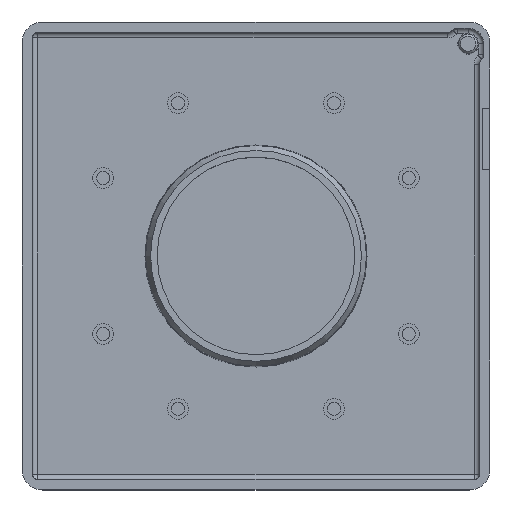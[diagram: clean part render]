
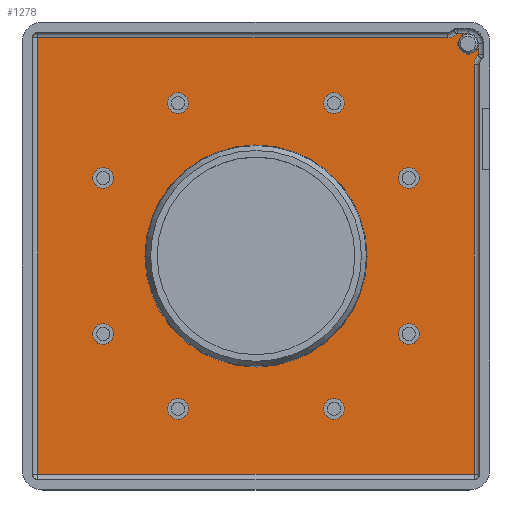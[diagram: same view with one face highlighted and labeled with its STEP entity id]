
A CAD part, top view. The second image highlights one B-rep face of the part: STEP entity #1278.
In plain terms, the highlighted planar face has unit normal (0, 0, 1).
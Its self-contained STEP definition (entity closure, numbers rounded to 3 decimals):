
#81=FACE_BOUND('',#312,.T.);
#82=FACE_BOUND('',#313,.T.);
#83=FACE_BOUND('',#314,.T.);
#84=FACE_BOUND('',#315,.T.);
#85=FACE_BOUND('',#316,.T.);
#86=FACE_BOUND('',#317,.T.);
#87=FACE_BOUND('',#318,.T.);
#88=FACE_BOUND('',#319,.T.);
#89=FACE_BOUND('',#320,.T.);
#108=CIRCLE('',#1404,2.);
#112=CIRCLE('',#1411,2.);
#116=CIRCLE('',#1418,2.);
#120=CIRCLE('',#1425,2.);
#124=CIRCLE('',#1432,2.);
#128=CIRCLE('',#1439,2.);
#129=CIRCLE('',#1442,2.);
#130=CIRCLE('',#1443,0.4);
#131=CIRCLE('',#1444,2.5);
#132=CIRCLE('',#1445,2.5);
#133=CIRCLE('',#1446,0.4);
#134=CIRCLE('',#1447,2.);
#135=CIRCLE('',#1448,2.);
#136=CIRCLE('',#1449,21.35);
#213=FACE_OUTER_BOUND('',#311,.T.);
#311=EDGE_LOOP('',(#957,#958,#959,#960,#961,#962,#963,#964,#965,#966,#967));
#312=EDGE_LOOP('',(#968));
#313=EDGE_LOOP('',(#969));
#314=EDGE_LOOP('',(#970));
#315=EDGE_LOOP('',(#971));
#316=EDGE_LOOP('',(#972));
#317=EDGE_LOOP('',(#973));
#318=EDGE_LOOP('',(#974));
#319=EDGE_LOOP('',(#975));
#320=EDGE_LOOP('',(#976));
#425=LINE('',#2174,#510);
#426=LINE('',#2180,#511);
#427=LINE('',#2182,#512);
#428=LINE('',#2184,#513);
#429=LINE('',#2186,#514);
#430=LINE('',#2191,#515);
#510=VECTOR('',#1725,10.);
#511=VECTOR('',#1730,10.);
#512=VECTOR('',#1731,10.);
#513=VECTOR('',#1732,10.);
#514=VECTOR('',#1733,10.);
#515=VECTOR('',#1738,10.);
#594=VERTEX_POINT('',#2100);
#598=VERTEX_POINT('',#2113);
#602=VERTEX_POINT('',#2126);
#606=VERTEX_POINT('',#2139);
#610=VERTEX_POINT('',#2152);
#614=VERTEX_POINT('',#2165);
#615=VERTEX_POINT('',#2170);
#616=VERTEX_POINT('',#2171);
#617=VERTEX_POINT('',#2173);
#618=VERTEX_POINT('',#2175);
#619=VERTEX_POINT('',#2177);
#620=VERTEX_POINT('',#2179);
#621=VERTEX_POINT('',#2181);
#622=VERTEX_POINT('',#2183);
#623=VERTEX_POINT('',#2185);
#624=VERTEX_POINT('',#2187);
#625=VERTEX_POINT('',#2189);
#626=VERTEX_POINT('',#2192);
#627=VERTEX_POINT('',#2194);
#628=VERTEX_POINT('',#2196);
#712=EDGE_CURVE('',#594,#594,#108,.T.);
#718=EDGE_CURVE('',#598,#598,#112,.T.);
#724=EDGE_CURVE('',#602,#602,#116,.T.);
#730=EDGE_CURVE('',#606,#606,#120,.T.);
#736=EDGE_CURVE('',#610,#610,#124,.T.);
#742=EDGE_CURVE('',#614,#614,#128,.T.);
#743=EDGE_CURVE('',#615,#616,#129,.T.);
#744=EDGE_CURVE('',#617,#616,#425,.T.);
#745=EDGE_CURVE('',#618,#617,#130,.T.);
#746=EDGE_CURVE('',#619,#618,#131,.T.);
#747=EDGE_CURVE('',#620,#619,#426,.T.);
#748=EDGE_CURVE('',#621,#620,#427,.T.);
#749=EDGE_CURVE('',#622,#621,#428,.T.);
#750=EDGE_CURVE('',#623,#622,#429,.T.);
#751=EDGE_CURVE('',#624,#623,#132,.T.);
#752=EDGE_CURVE('',#625,#624,#133,.T.);
#753=EDGE_CURVE('',#615,#625,#430,.T.);
#754=EDGE_CURVE('',#626,#626,#134,.T.);
#755=EDGE_CURVE('',#627,#627,#135,.T.);
#756=EDGE_CURVE('',#628,#628,#136,.T.);
#957=ORIENTED_EDGE('',*,*,#743,.T.);
#958=ORIENTED_EDGE('',*,*,#744,.F.);
#959=ORIENTED_EDGE('',*,*,#745,.F.);
#960=ORIENTED_EDGE('',*,*,#746,.F.);
#961=ORIENTED_EDGE('',*,*,#747,.F.);
#962=ORIENTED_EDGE('',*,*,#748,.F.);
#963=ORIENTED_EDGE('',*,*,#749,.F.);
#964=ORIENTED_EDGE('',*,*,#750,.F.);
#965=ORIENTED_EDGE('',*,*,#751,.F.);
#966=ORIENTED_EDGE('',*,*,#752,.F.);
#967=ORIENTED_EDGE('',*,*,#753,.F.);
#968=ORIENTED_EDGE('',*,*,#712,.T.);
#969=ORIENTED_EDGE('',*,*,#718,.T.);
#970=ORIENTED_EDGE('',*,*,#724,.T.);
#971=ORIENTED_EDGE('',*,*,#730,.T.);
#972=ORIENTED_EDGE('',*,*,#736,.T.);
#973=ORIENTED_EDGE('',*,*,#742,.T.);
#974=ORIENTED_EDGE('',*,*,#754,.T.);
#975=ORIENTED_EDGE('',*,*,#755,.T.);
#976=ORIENTED_EDGE('',*,*,#756,.T.);
#1230=PLANE('',#1441);
#1278=ADVANCED_FACE('',(#213,#81,#82,#83,#84,#85,#86,#87,#88,#89),#1230,
 .T.);
#1404=AXIS2_PLACEMENT_3D('',#2102,#1637,#1638);
#1411=AXIS2_PLACEMENT_3D('',#2115,#1653,#1654);
#1418=AXIS2_PLACEMENT_3D('',#2128,#1669,#1670);
#1425=AXIS2_PLACEMENT_3D('',#2141,#1685,#1686);
#1432=AXIS2_PLACEMENT_3D('',#2154,#1701,#1702);
#1439=AXIS2_PLACEMENT_3D('',#2167,#1717,#1718);
#1441=AXIS2_PLACEMENT_3D('',#2169,#1721,#1722);
#1442=AXIS2_PLACEMENT_3D('',#2172,#1723,#1724);
#1443=AXIS2_PLACEMENT_3D('',#2176,#1726,#1727);
#1444=AXIS2_PLACEMENT_3D('',#2178,#1728,#1729);
#1445=AXIS2_PLACEMENT_3D('',#2188,#1734,#1735);
#1446=AXIS2_PLACEMENT_3D('',#2190,#1736,#1737);
#1447=AXIS2_PLACEMENT_3D('',#2193,#1739,#1740);
#1448=AXIS2_PLACEMENT_3D('',#2195,#1741,#1742);
#1449=AXIS2_PLACEMENT_3D('',#2197,#1743,#1744);
#1637=DIRECTION('center_axis',(0.,0.,
-1.));
#1638=DIRECTION('ref_axis',(0.,1.,0.));
#1653=DIRECTION('center_axis',(0.,0.,
-1.));
#1654=DIRECTION('ref_axis',(0.,1.,0.));
#1669=DIRECTION('center_axis',(0.,0.,
-1.));
#1670=DIRECTION('ref_axis',(1.,0.,0.));
#1685=DIRECTION('center_axis',(0.,0.,
-1.));
#1686=DIRECTION('ref_axis',(1.,0.,0.));
#1701=DIRECTION('center_axis',(0.,0.,
-1.));
#1702=DIRECTION('ref_axis',(0.,-1.,0.));
#1717=DIRECTION('center_axis',(0.,0.,
-1.));
#1718=DIRECTION('ref_axis',(0.,-1.,0.));
#1721=DIRECTION('center_axis',(0.,0.,
1.));
#1722=DIRECTION('ref_axis',(1.,0.,0.));
#1723=DIRECTION('center_axis',(0.,0.,
-1.));
#1724=DIRECTION('ref_axis',(-1.,0.,0.));
#1725=DIRECTION('',(1.,0.,0.));
#1726=DIRECTION('center_axis',(0.,0.,
-1.));
#1727=DIRECTION('ref_axis',(-0.371,0.928,0.));
#1728=DIRECTION('center_axis',(0.,0.,
1.));
#1729=DIRECTION('ref_axis',(0.371,-0.928,0.));
#1730=DIRECTION('',(1.,0.,0.));
#1731=DIRECTION('',(0.,1.,0.));
#1732=DIRECTION('',(-1.,0.,0.));
#1733=DIRECTION('',(0.,-1.,0.));
#1734=DIRECTION('center_axis',(0.,0.,
1.));
#1735=DIRECTION('ref_axis',(-0.928,0.371,0.));
#1736=DIRECTION('center_axis',(0.,0.,
-1.));
#1737=DIRECTION('ref_axis',(0.928,-0.371,0.));
#1738=DIRECTION('',(0.,-1.,0.));
#1739=DIRECTION('center_axis',(0.,0.,
-1.));
#1740=DIRECTION('ref_axis',(-1.,0.,0.));
#1741=DIRECTION('center_axis',(0.,0.,
-1.));
#1742=DIRECTION('ref_axis',(-1.,0.,0.));
#1743=DIRECTION('center_axis',(0.,0.,
-1.));
#1744=DIRECTION('ref_axis',(-1.,0.,0.));
#2100=CARTESIAN_POINT('',(-37.5,4.9,2.8));
#2102=CARTESIAN_POINT('Origin',(-37.5,6.9,2.8));
#2113=CARTESIAN_POINT('',(-51.9,-9.5,2.8));
#2115=CARTESIAN_POINT('Origin',(-51.9,-7.5,2.8));
#2126=CARTESIAN_POINT('',(4.9,-7.5,2.8));
#2128=CARTESIAN_POINT('Origin',(6.9,-7.5,2.8));
#2139=CARTESIAN_POINT('',(-9.5,6.9,2.8));
#2141=CARTESIAN_POINT('Origin',(-7.5,6.9,2.8));
#2152=CARTESIAN_POINT('',(-7.5,-49.9,2.8));
#2154=CARTESIAN_POINT('Origin',(-7.5,-51.9,2.8));
#2165=CARTESIAN_POINT('',(6.9,-35.5,2.8));
#2167=CARTESIAN_POINT('Origin',(6.9,-37.5,2.8));
#2169=CARTESIAN_POINT('Origin',(-22.446,-22.446,2.8));
#2170=CARTESIAN_POINT('',(20.3,18.3,2.8));
#2171=CARTESIAN_POINT('',(18.3,20.3,2.8));
#2172=CARTESIAN_POINT('Origin',(18.3,18.3,2.8));
#2173=CARTESIAN_POINT('',(16.3,20.3,2.8));
#2174=CARTESIAN_POINT('',(-2.073,20.3,2.8));
#2175=CARTESIAN_POINT('',(16.024,20.19,2.8));
#2176=CARTESIAN_POINT('Origin',(16.3,19.9,2.8));
#2177=CARTESIAN_POINT('',(14.3,19.5,2.8));
#2178=CARTESIAN_POINT('Origin',(14.3,22.,2.8));
#2179=CARTESIAN_POINT('',(-64.5,19.5,2.8));
#2180=CARTESIAN_POINT('',(-0.973,19.5,2.8));
#2181=CARTESIAN_POINT('',(-64.5,-64.5,2.8));
#2182=CARTESIAN_POINT('',(-64.5,-1.473,2.8));
#2183=CARTESIAN_POINT('',(19.5,-64.5,2.8));
#2184=CARTESIAN_POINT('',(-43.473,-64.5,2.8));
#2185=CARTESIAN_POINT('',(19.5,14.3,2.8));
#2186=CARTESIAN_POINT('',(19.5,-43.473,2.8));
#2187=CARTESIAN_POINT('',(20.19,16.024,2.8));
#2188=CARTESIAN_POINT('Origin',(22.,14.3,2.8));
#2189=CARTESIAN_POINT('',(20.3,16.3,2.8));
#2190=CARTESIAN_POINT('Origin',(19.9,16.3,2.8));
#2191=CARTESIAN_POINT('',(20.3,-3.073,2.8));
#2192=CARTESIAN_POINT('',(-49.9,-37.5,2.8));
#2193=CARTESIAN_POINT('Origin',(-51.9,-37.5,2.8));
#2194=CARTESIAN_POINT('',(-35.5,-51.9,2.8));
#2195=CARTESIAN_POINT('Origin',(-37.5,-51.9,2.8));
#2196=CARTESIAN_POINT('',(-1.15,-22.5,2.8));
#2197=CARTESIAN_POINT('Origin',(-22.5,-22.5,2.8));
